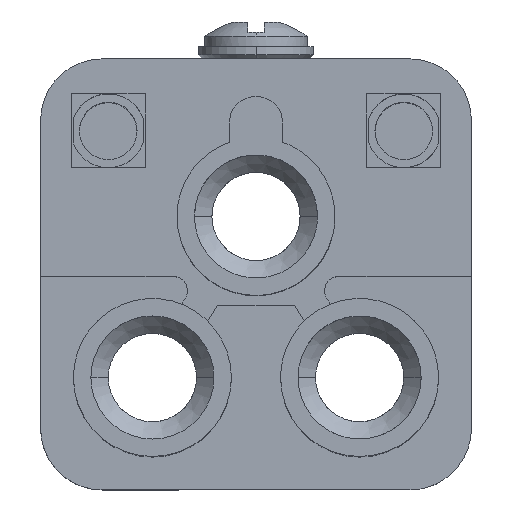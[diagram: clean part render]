
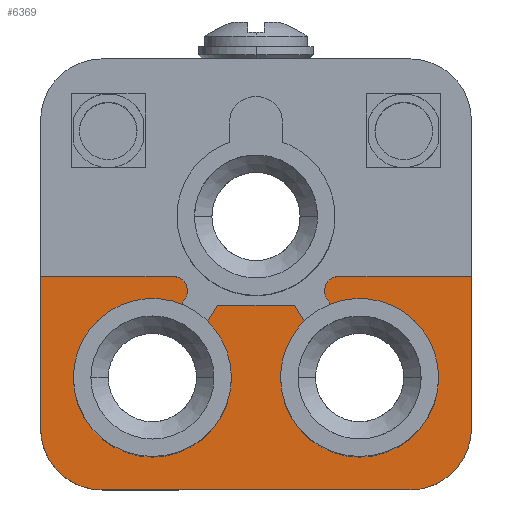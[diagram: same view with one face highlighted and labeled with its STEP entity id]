
A CAD part, top view. The second image highlights one B-rep face of the part: STEP entity #6369.
In plain terms, the highlighted planar face has unit normal (0, 0, 1).
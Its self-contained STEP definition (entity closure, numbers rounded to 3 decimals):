
#2991=AXIS2_PLACEMENT_3D('Circle Axis2P3D',#2989,#2990,$) ;
#2998=AXIS2_PLACEMENT_3D('Circle Axis2P3D',#2996,#2997,$) ;
#3085=AXIS2_PLACEMENT_3D('Circle Axis2P3D',#3083,#3084,$) ;
#3104=AXIS2_PLACEMENT_3D('Circle Axis2P3D',#3102,#3103,$) ;
#4564=AXIS2_PLACEMENT_3D('Circle Axis2P3D',#4562,#4563,$) ;
#5952=AXIS2_PLACEMENT_3D('Circle Axis2P3D',#5950,#5951,$) ;
#5971=AXIS2_PLACEMENT_3D('Circle Axis2P3D',#5969,#5970,$) ;
#6249=AXIS2_PLACEMENT_3D('Circle Axis2P3D',#6247,#6248,$) ;
#6276=AXIS2_PLACEMENT_3D('Circle Axis2P3D',#6274,#6275,$) ;
#6295=AXIS2_PLACEMENT_3D('Circle Axis2P3D',#6293,#6294,$) ;
#6338=AXIS2_PLACEMENT_3D('Plane Axis2P3D',#6335,#6336,#6337) ;
#6342=AXIS2_PLACEMENT_3D('Circle Axis2P3D',#6340,#6341,$) ;
#2842=CARTESIAN_POINT('Vertex',(0.,3.,17.2)) ;
#2845=CARTESIAN_POINT('Line Origine',(0.,6.7,17.2)) ;
#2849=CARTESIAN_POINT('Vertex',(0.,10.4,17.2)) ;
#2896=CARTESIAN_POINT('Vertex',(21.,10.4,17.2)) ;
#2899=CARTESIAN_POINT('Line Origine',(21.,6.7,17.2)) ;
#2903=CARTESIAN_POINT('Vertex',(21.,3.,17.2)) ;
#2925=CARTESIAN_POINT('Line Origine',(3.23,10.4,17.2)) ;
#2929=CARTESIAN_POINT('Vertex',(6.46,10.4,17.2)) ;
#2957=CARTESIAN_POINT('Vertex',(14.54,10.4,17.2)) ;
#2960=CARTESIAN_POINT('Line Origine',(17.77,10.4,17.2)) ;
#2989=CARTESIAN_POINT('Axis2P3D Location',(6.46,9.7,17.2)) ;
#2993=CARTESIAN_POINT('Vertex',(7.16,9.7,17.2)) ;
#2996=CARTESIAN_POINT('Axis2P3D Location',(6.46,9.7,17.2)) ;
#3000=CARTESIAN_POINT('Vertex',(7.049,9.321,17.2)) ;
#3029=CARTESIAN_POINT('Line Origine',(6.955,9.176,17.2)) ;
#3033=CARTESIAN_POINT('Vertex',(6.862,9.032,17.2)) ;
#3080=CARTESIAN_POINT('Vertex',(9.3,5.45,17.2)) ;
#3083=CARTESIAN_POINT('Axis2P3D Location',(5.45,5.45,17.2)) ;
#3087=CARTESIAN_POINT('Vertex',(8.124,8.22,17.2)) ;
#3102=CARTESIAN_POINT('Axis2P3D Location',(5.45,5.45,17.2)) ;
#3106=CARTESIAN_POINT('Vertex',(1.6,5.45,17.2)) ;
#3131=CARTESIAN_POINT('Line Origine',(8.375,8.61,17.2)) ;
#3135=CARTESIAN_POINT('Vertex',(8.626,9.,17.2)) ;
#3162=CARTESIAN_POINT('Line Origine',(10.5,9.,17.2)) ;
#3166=CARTESIAN_POINT('Vertex',(12.374,9.,17.2)) ;
#3402=CARTESIAN_POINT('Vertex',(18.,0.,17.2)) ;
#3405=CARTESIAN_POINT('Line Origine',(10.5,0.,17.2)) ;
#3409=CARTESIAN_POINT('Vertex',(3.,0.,17.2)) ;
#3429=CARTESIAN_POINT('Line Origine',(14.045,9.176,17.2)) ;
#3433=CARTESIAN_POINT('Vertex',(14.138,9.032,17.2)) ;
#3435=CARTESIAN_POINT('Vertex',(13.951,9.321,17.2)) ;
#4557=CARTESIAN_POINT('Vertex',(11.7,5.45,17.2)) ;
#4562=CARTESIAN_POINT('Axis2P3D Location',(15.55,5.45,17.2)) ;
#4566=CARTESIAN_POINT('Vertex',(19.4,5.45,17.2)) ;
#5950=CARTESIAN_POINT('Axis2P3D Location',(15.55,5.45,17.2)) ;
#5966=CARTESIAN_POINT('Vertex',(12.876,8.22,17.2)) ;
#5969=CARTESIAN_POINT('Axis2P3D Location',(15.55,5.45,17.2)) ;
#6225=CARTESIAN_POINT('Line Origine',(12.625,8.61,17.2)) ;
#6247=CARTESIAN_POINT('Axis2P3D Location',(5.45,5.45,17.2)) ;
#6274=CARTESIAN_POINT('Axis2P3D Location',(14.54,9.7,17.2)) ;
#6278=CARTESIAN_POINT('Vertex',(13.84,9.7,17.2)) ;
#6293=CARTESIAN_POINT('Axis2P3D Location',(14.54,9.7,17.2)) ;
#6321=CARTESIAN_POINT('Control Point',(21.,3.,17.2)) ;
#6322=CARTESIAN_POINT('Control Point',(21.,2.058,17.2)) ;
#6323=CARTESIAN_POINT('Control Point',(20.631,1.114,17.2)) ;
#6324=CARTESIAN_POINT('Control Point',(19.886,0.369,17.2)) ;
#6325=CARTESIAN_POINT('Control Point',(18.942,0.,17.2)) ;
#6326=CARTESIAN_POINT('Control Point',(18.,0.,17.2)) ;
#6335=CARTESIAN_POINT('Axis2P3D Location',(10.342,4.5,17.2)) ;
#6340=CARTESIAN_POINT('Axis2P3D Location',(3.,3.,17.2)) ;
#2846=DIRECTION('Vector Direction',(0.,1.,0.)) ;
#2900=DIRECTION('Vector Direction',(0.,-1.,0.)) ;
#2926=DIRECTION('Vector Direction',(1.,0.,0.)) ;
#2961=DIRECTION('Vector Direction',(1.,0.,0.)) ;
#2990=DIRECTION('Axis2P3D Direction',(0.,0.,1.)) ;
#2997=DIRECTION('Axis2P3D Direction',(0.,0.,1.)) ;
#3030=DIRECTION('Vector Direction',(-0.541,-0.841,0.)) ;
#3084=DIRECTION('Axis2P3D Direction',(0.,0.,-1.)) ;
#3103=DIRECTION('Axis2P3D Direction',(0.,0.,-1.)) ;
#3132=DIRECTION('Vector Direction',(0.541,0.841,0.)) ;
#3163=DIRECTION('Vector Direction',(-1.,0.,0.)) ;
#3406=DIRECTION('Vector Direction',(-1.,0.,0.)) ;
#3430=DIRECTION('Vector Direction',(-0.541,0.841,0.)) ;
#4563=DIRECTION('Axis2P3D Direction',(0.,0.,1.)) ;
#5951=DIRECTION('Axis2P3D Direction',(0.,0.,1.)) ;
#5970=DIRECTION('Axis2P3D Direction',(0.,0.,1.)) ;
#6226=DIRECTION('Vector Direction',(-0.541,0.841,0.)) ;
#6248=DIRECTION('Axis2P3D Direction',(0.,0.,-1.)) ;
#6275=DIRECTION('Axis2P3D Direction',(0.,0.,-1.)) ;
#6294=DIRECTION('Axis2P3D Direction',(0.,0.,-1.)) ;
#6336=DIRECTION('Axis2P3D Direction',(0.,0.,1.)) ;
#6337=DIRECTION('Axis2P3D XDirection',(0.999,0.035,0.)) ;
#6341=DIRECTION('Axis2P3D Direction',(0.,0.,1.)) ;
#2847=VECTOR('Line Direction',#2846,1.) ;
#2901=VECTOR('Line Direction',#2900,1.) ;
#2927=VECTOR('Line Direction',#2926,1.) ;
#2962=VECTOR('Line Direction',#2961,1.) ;
#3031=VECTOR('Line Direction',#3030,1.) ;
#3133=VECTOR('Line Direction',#3132,1.) ;
#3164=VECTOR('Line Direction',#3163,1.) ;
#3407=VECTOR('Line Direction',#3406,1.) ;
#3431=VECTOR('Line Direction',#3430,1.) ;
#6227=VECTOR('Line Direction',#6226,1.) ;
#6346=ORIENTED_EDGE('',*,*,#3108,.T.) ;
#6347=ORIENTED_EDGE('',*,*,#3035,.F.) ;
#6348=ORIENTED_EDGE('',*,*,#3002,.T.) ;
#6349=ORIENTED_EDGE('',*,*,#2995,.T.) ;
#6350=ORIENTED_EDGE('',*,*,#2931,.F.) ;
#6351=ORIENTED_EDGE('',*,*,#2851,.F.) ;
#6352=ORIENTED_EDGE('',*,*,#6344,.T.) ;
#6353=ORIENTED_EDGE('',*,*,#3411,.F.) ;
#6354=ORIENTED_EDGE('',*,*,#6327,.F.) ;
#6355=ORIENTED_EDGE('',*,*,#2905,.F.) ;
#6356=ORIENTED_EDGE('',*,*,#2964,.F.) ;
#6357=ORIENTED_EDGE('',*,*,#6280,.F.) ;
#6358=ORIENTED_EDGE('',*,*,#6297,.F.) ;
#6359=ORIENTED_EDGE('',*,*,#3437,.F.) ;
#6360=ORIENTED_EDGE('',*,*,#5954,.F.) ;
#6361=ORIENTED_EDGE('',*,*,#4568,.F.) ;
#6362=ORIENTED_EDGE('',*,*,#5973,.F.) ;
#6363=ORIENTED_EDGE('',*,*,#6229,.T.) ;
#6364=ORIENTED_EDGE('',*,*,#3168,.T.) ;
#6365=ORIENTED_EDGE('',*,*,#3137,.F.) ;
#6366=ORIENTED_EDGE('',*,*,#3089,.T.) ;
#6367=ORIENTED_EDGE('',*,*,#6251,.T.) ;
#6369=ADVANCED_FACE('Hauptk\X2\00F6\X0\rper',(#6368),#6339,.T.) ;
#6320=B_SPLINE_CURVE_WITH_KNOTS('',5,(#6321,#6322,#6323,#6324,#6325,#6326),.UNSPECIFIED.,.F.,.U.,(6,6),(-2.356,2.356),.UNSPECIFIED.) ;
#2992=CIRCLE('generated circle',#2991,0.7) ;
#2999=CIRCLE('generated circle',#2998,0.7) ;
#3086=CIRCLE('generated circle',#3085,3.85) ;
#3105=CIRCLE('generated circle',#3104,3.85) ;
#4565=CIRCLE('generated circle',#4564,3.85) ;
#5953=CIRCLE('generated circle',#5952,3.85) ;
#5972=CIRCLE('generated circle',#5971,3.85) ;
#6250=CIRCLE('generated circle',#6249,3.85) ;
#6277=CIRCLE('generated circle',#6276,0.7) ;
#6296=CIRCLE('generated circle',#6295,0.7) ;
#6343=CIRCLE('generated circle',#6342,3.) ;
#2851=EDGE_CURVE('',#2843,#2850,#2848,.T.) ;
#2905=EDGE_CURVE('',#2897,#2904,#2902,.T.) ;
#2931=EDGE_CURVE('',#2850,#2930,#2928,.T.) ;
#2964=EDGE_CURVE('',#2958,#2897,#2963,.T.) ;
#2995=EDGE_CURVE('',#2994,#2930,#2992,.T.) ;
#3002=EDGE_CURVE('',#3001,#2994,#2999,.T.) ;
#3035=EDGE_CURVE('',#3001,#3034,#3032,.T.) ;
#3089=EDGE_CURVE('',#3088,#3081,#3086,.T.) ;
#3108=EDGE_CURVE('',#3107,#3034,#3105,.T.) ;
#3137=EDGE_CURVE('',#3088,#3136,#3134,.T.) ;
#3168=EDGE_CURVE('',#3167,#3136,#3165,.T.) ;
#3411=EDGE_CURVE('',#3403,#3410,#3408,.T.) ;
#3437=EDGE_CURVE('',#3434,#3436,#3432,.T.) ;
#4568=EDGE_CURVE('',#4558,#4567,#4565,.T.) ;
#5954=EDGE_CURVE('',#4567,#3434,#5953,.T.) ;
#5973=EDGE_CURVE('',#5967,#4558,#5972,.T.) ;
#6229=EDGE_CURVE('',#5967,#3167,#6228,.T.) ;
#6251=EDGE_CURVE('',#3081,#3107,#6250,.T.) ;
#6280=EDGE_CURVE('',#6279,#2958,#6277,.T.) ;
#6297=EDGE_CURVE('',#3436,#6279,#6296,.T.) ;
#6327=EDGE_CURVE('',#2904,#3403,#6320,.T.) ;
#6344=EDGE_CURVE('',#2843,#3410,#6343,.T.) ;
#6345=EDGE_LOOP('',(#6346,#6347,#6348,#6349,#6350,#6351,#6352,#6353,#6354,#6355,#6356,#6357,#6358,#6359,#6360,#6361,#6362,#6363,#6364,#6365,#6366,#6367)) ;
#6368=FACE_OUTER_BOUND('',#6345,.T.) ;
#2848=LINE('Line',#2845,#2847) ;
#2902=LINE('Line',#2899,#2901) ;
#2928=LINE('Line',#2925,#2927) ;
#2963=LINE('Line',#2960,#2962) ;
#3032=LINE('Line',#3029,#3031) ;
#3134=LINE('Line',#3131,#3133) ;
#3165=LINE('Line',#3162,#3164) ;
#3408=LINE('Line',#3405,#3407) ;
#3432=LINE('Line',#3429,#3431) ;
#6228=LINE('Line',#6225,#6227) ;
#6339=PLANE('',#6338) ;
#2843=VERTEX_POINT('',#2842) ;
#2850=VERTEX_POINT('',#2849) ;
#2897=VERTEX_POINT('',#2896) ;
#2904=VERTEX_POINT('',#2903) ;
#2930=VERTEX_POINT('',#2929) ;
#2958=VERTEX_POINT('',#2957) ;
#2994=VERTEX_POINT('',#2993) ;
#3001=VERTEX_POINT('',#3000) ;
#3034=VERTEX_POINT('',#3033) ;
#3081=VERTEX_POINT('',#3080) ;
#3088=VERTEX_POINT('',#3087) ;
#3107=VERTEX_POINT('',#3106) ;
#3136=VERTEX_POINT('',#3135) ;
#3167=VERTEX_POINT('',#3166) ;
#3403=VERTEX_POINT('',#3402) ;
#3410=VERTEX_POINT('',#3409) ;
#3434=VERTEX_POINT('',#3433) ;
#3436=VERTEX_POINT('',#3435) ;
#4558=VERTEX_POINT('',#4557) ;
#4567=VERTEX_POINT('',#4566) ;
#5967=VERTEX_POINT('',#5966) ;
#6279=VERTEX_POINT('',#6278) ;
